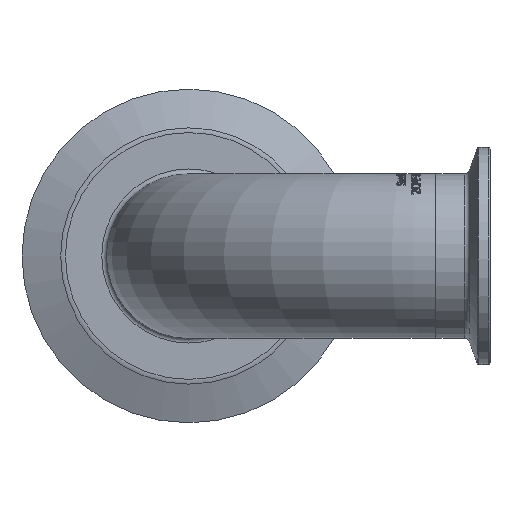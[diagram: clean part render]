
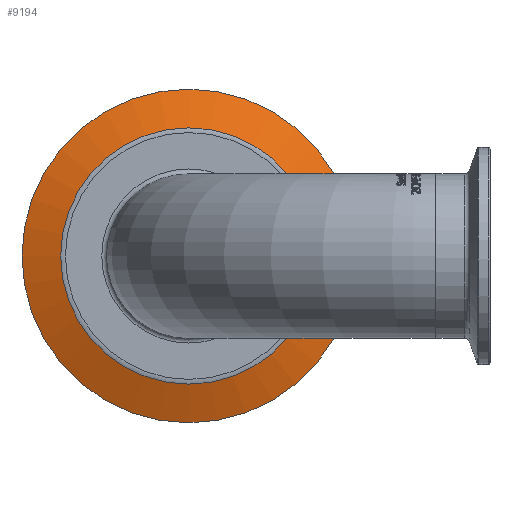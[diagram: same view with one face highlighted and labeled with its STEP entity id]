
A CAD part, left-side view. The second image highlights one B-rep face of the part: STEP entity #9194.
In plain terms, the highlighted conical face has half-angle 69.75 degrees and reference radius 33.946 mm.
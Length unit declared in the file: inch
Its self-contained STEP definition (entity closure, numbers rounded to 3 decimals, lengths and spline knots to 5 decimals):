
#17=CONICAL_SURFACE('',#9567,1.33647,1.217);
#86=CIRCLE('',#9560,1.17038);
#87=CIRCLE('',#9561,1.17038);
#88=CIRCLE('',#9562,1.17038);
#92=CIRCLE('',#9568,1.5235);
#93=CIRCLE('',#9569,1.5235);
#839=LINE('',#21015,#1279);
#1279=VECTOR('',#10738,1.33647);
#1993=FACE_OUTER_BOUND('',#2545,.T.);
#2545=EDGE_LOOP('',(#8482,#8483,#8484,#8485,#8486,#8487,#8488));
#4332=VERTEX_POINT('',#21000);
#4333=VERTEX_POINT('',#21002);
#4334=VERTEX_POINT('',#21004);
#4337=VERTEX_POINT('',#21014);
#4338=VERTEX_POINT('',#21016);
#5726=EDGE_CURVE('',#4332,#4333,#86,.T.);
#5727=EDGE_CURVE('',#4333,#4334,#87,.T.);
#5728=EDGE_CURVE('',#4334,#4332,#88,.T.);
#5732=EDGE_CURVE('',#4333,#4337,#839,.T.);
#5733=EDGE_CURVE('',#4337,#4338,#92,.T.);
#5734=EDGE_CURVE('',#4338,#4337,#93,.T.);
#8482=ORIENTED_EDGE('',*,*,#5728,.F.);
#8483=ORIENTED_EDGE('',*,*,#5727,.F.);
#8484=ORIENTED_EDGE('',*,*,#5732,.T.);
#8485=ORIENTED_EDGE('',*,*,#5733,.T.);
#8486=ORIENTED_EDGE('',*,*,#5734,.T.);
#8487=ORIENTED_EDGE('',*,*,#5732,.F.);
#8488=ORIENTED_EDGE('',*,*,#5726,.F.);
#9194=ADVANCED_FACE('',(#1993),#17,.T.);
#9560=AXIS2_PLACEMENT_3D('',#21003,#10722,#10723);
#9561=AXIS2_PLACEMENT_3D('',#21005,#10724,#10725);
#9562=AXIS2_PLACEMENT_3D('',#21006,#10726,#10727);
#9567=AXIS2_PLACEMENT_3D('',#21013,#10736,#10737);
#9568=AXIS2_PLACEMENT_3D('',#21017,#10739,#10740);
#9569=AXIS2_PLACEMENT_3D('',#21018,#10741,#10742);
#10722=DIRECTION('center_axis',(-1.,0.,0.));
#10723=DIRECTION('ref_axis',(0.,-1.,0.));
#10724=DIRECTION('center_axis',(-1.,0.,0.));
#10725=DIRECTION('ref_axis',(0.,-1.,0.));
#10726=DIRECTION('center_axis',(-1.,0.,0.));
#10727=DIRECTION('ref_axis',(0.,-1.,0.));
#10736=DIRECTION('center_axis',(1.,0.,0.));
#10737=DIRECTION('ref_axis',(0.,1.,0.));
#10738=DIRECTION('',(0.346,-0.938,0.));
#10739=DIRECTION('center_axis',(-1.,0.,0.));
#10740=DIRECTION('ref_axis',(0.,1.,0.));
#10741=DIRECTION('center_axis',(-1.,0.,0.));
#10742=DIRECTION('ref_axis',(0.,1.,0.));
#21000=CARTESIAN_POINT('',(2.50773,2.25,-1.17038));
#21002=CARTESIAN_POINT('',(2.50773,1.07962,0.));
#21003=CARTESIAN_POINT('Origin',(2.50773,2.25,0.));
#21004=CARTESIAN_POINT('',(2.50773,3.42038,0.));
#21005=CARTESIAN_POINT('Origin',(2.50773,2.25,0.));
#21006=CARTESIAN_POINT('Origin',(2.50773,2.25,0.));
#21013=CARTESIAN_POINT('Origin',(2.569,2.25,0.));
#21014=CARTESIAN_POINT('',(2.638,0.7265,0.));
#21015=CARTESIAN_POINT('',(2.569,0.91353,0.));
#21016=CARTESIAN_POINT('',(2.638,3.7735,0.));
#21017=CARTESIAN_POINT('Origin',(2.638,2.25,0.));
#21018=CARTESIAN_POINT('Origin',(2.638,2.25,0.));
